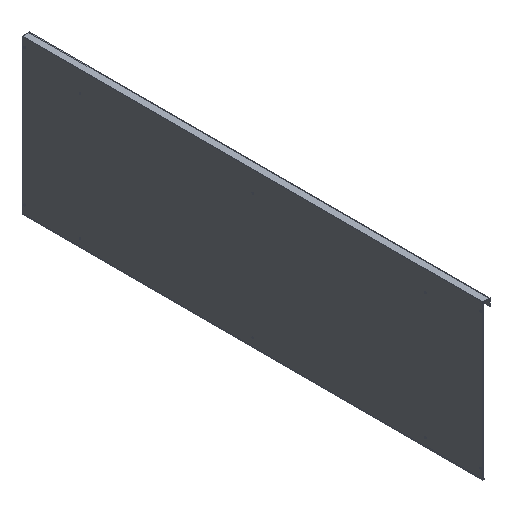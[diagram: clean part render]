
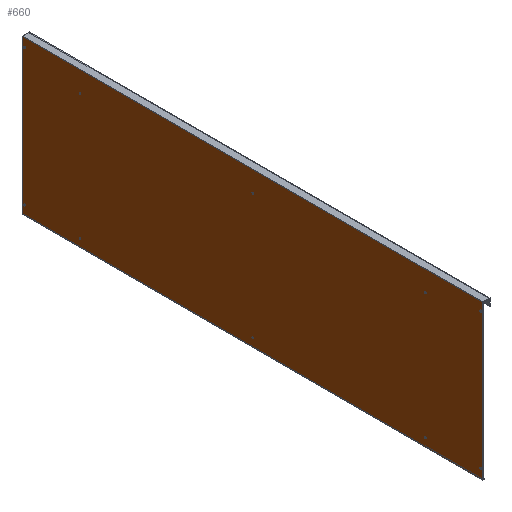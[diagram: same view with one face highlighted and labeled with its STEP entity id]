
A CAD part, isometric view. The second image highlights one B-rep face of the part: STEP entity #660.
In plain terms, the highlighted planar face has unit normal (-1, 0, 0).
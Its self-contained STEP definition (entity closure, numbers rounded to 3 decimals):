
#9 = ORIENTED_EDGE ( 'NONE', *, *, #904, .T. ) ;
#25 = CARTESIAN_POINT ( 'NONE',  ( 0., -891., -570.75 ) ) ;
#46 = CARTESIAN_POINT ( 'NONE',  ( 0., 891., -570.75 ) ) ;
#51 = EDGE_CURVE ( 'NONE', #506, #1370, #1173, .T. ) ;
#58 = CARTESIAN_POINT ( 'NONE',  ( 0., 891., -31.75 ) ) ;
#67 = VERTEX_POINT ( 'NONE', #587 ) ;
#70 = DIRECTION ( 'NONE',  ( 0., 0., 1. ) ) ;
#74 = DIRECTION ( 'NONE',  ( 1., 0., 0. ) ) ;
#78 = ORIENTED_EDGE ( 'NONE', *, *, #1054, .T. ) ;
#79 = CARTESIAN_POINT ( 'NONE',  ( 0., 891., -35. ) ) ;
#81 = AXIS2_PLACEMENT_3D ( 'NONE', #79, #74, #70 ) ;
#86 = CIRCLE ( 'NONE', #1003, 3.25 ) ;
#97 = CARTESIAN_POINT ( 'NONE',  ( 0., 891., -35. ) ) ;
#102 = CIRCLE ( 'NONE', #1034, 3.25 ) ;
#109 = ORIENTED_EDGE ( 'NONE', *, *, #51, .F. ) ;
#115 = DIRECTION ( 'NONE',  ( 1., 0., 0. ) ) ;
#129 = ORIENTED_EDGE ( 'NONE', *, *, #487, .T. ) ;
#133 = ORIENTED_EDGE ( 'NONE', *, *, #795, .T. ) ;
#148 = ORIENTED_EDGE ( 'NONE', *, *, #714, .T. ) ;
#155 = CIRCLE ( 'NONE', #1060, 3.25 ) ;
#163 = ORIENTED_EDGE ( 'NONE', *, *, #566, .T. ) ;
#172 = CARTESIAN_POINT ( 'NONE',  ( 0., -891., -564.25 ) ) ;
#179 = VERTEX_POINT ( 'NONE', #25 ) ;
#186 = CIRCLE ( 'NONE', #1114, 3.25 ) ;
#189 = VERTEX_POINT ( 'NONE', #172 ) ;
#207 = VECTOR ( 'NONE', #449, 1000. ) ;
#210 = CARTESIAN_POINT ( 'NONE',  ( 0., 900., -602.5 ) ) ;
#223 = LINE ( 'NONE', #451, #207 ) ;
#224 = ORIENTED_EDGE ( 'NONE', *, *, #801, .T. ) ;
#230 = DIRECTION ( 'NONE',  ( 0., -1., 0. ) ) ;
#241 = ORIENTED_EDGE ( 'NONE', *, *, #967, .T. ) ;
#253 = VERTEX_POINT ( 'NONE', #1254 ) ;
#274 = ORIENTED_EDGE ( 'NONE', *, *, #952, .T. ) ;
#281 = EDGE_CURVE ( 'NONE', #1370, #253, #810, .T. ) ;
#291 = ORIENTED_EDGE ( 'NONE', *, *, #281, .F. ) ;
#325 = DIRECTION ( 'NONE',  ( 0., 0., 1. ) ) ;
#329 = CARTESIAN_POINT ( 'NONE',  ( 0., 891., -564.25 ) ) ;
#367 = CARTESIAN_POINT ( 'NONE',  ( 0., -900., 0. ) ) ;
#370 = CIRCLE ( 'NONE', #1151, 3.25 ) ;
#389 = EDGE_LOOP ( 'NONE', ( #9, #854 ) ) ;
#394 = CARTESIAN_POINT ( 'NONE',  ( 0., -891., -31.75 ) ) ;
#397 = CARTESIAN_POINT ( 'NONE',  ( 0., 900., 0. ) ) ;
#446 = DIRECTION ( 'NONE',  ( 1., 0., 0. ) ) ;
#449 = DIRECTION ( 'NONE',  ( 0., 0., -1. ) ) ;
#451 = CARTESIAN_POINT ( 'NONE',  ( 0., 900., -602.5 ) ) ;
#472 = CARTESIAN_POINT ( 'NONE',  ( 0., -891., -567.5 ) ) ;
#487 = EDGE_CURVE ( 'NONE', #506, #962, #223, .T. ) ;
#506 = VERTEX_POINT ( 'NONE', #397 ) ;
#530 = VERTEX_POINT ( 'NONE', #394 ) ;
#541 = EDGE_LOOP ( 'NONE', ( #291, #109, #129, #133 ) ) ;
#542 = CIRCLE ( 'NONE', #1259, 3.25 ) ;
#566 = EDGE_CURVE ( 'NONE', #1197, #804, #1383, .T. ) ;
#569 = CARTESIAN_POINT ( 'NONE',  ( 0., 891., -38.25 ) ) ;
#581 = VERTEX_POINT ( 'NONE', #46 ) ;
#587 = CARTESIAN_POINT ( 'NONE',  ( 0., -891., -38.25 ) ) ;
#623 = DIRECTION ( 'NONE',  ( 0., -1., 0. ) ) ;
#642 = VECTOR ( 'NONE', #230, 1000. ) ;
#660 = ADVANCED_FACE ( 'NONE', ( #1065, #1046, #1118, #1043, #1030 ), #1102, .T. ) ;
#694 = LINE ( 'NONE', #210, #642 ) ;
#714 = EDGE_CURVE ( 'NONE', #189, #179, #925, .T. ) ;
#719 = EDGE_LOOP ( 'NONE', ( #163, #224 ) ) ;
#733 = CARTESIAN_POINT ( 'NONE',  ( 0., 900., 0. ) ) ;
#792 = VECTOR ( 'NONE', #1175, 1000. ) ;
#795 = EDGE_CURVE ( 'NONE', #962, #253, #694, .T. ) ;
#801 = EDGE_CURVE ( 'NONE', #804, #1197, #542, .T. ) ;
#804 = VERTEX_POINT ( 'NONE', #58 ) ;
#810 = LINE ( 'NONE', #1221, #792 ) ;
#854 = ORIENTED_EDGE ( 'NONE', *, *, #1000, .T. ) ;
#864 = EDGE_LOOP ( 'NONE', ( #241, #274 ) ) ;
#904 = EDGE_CURVE ( 'NONE', #67, #530, #370, .T. ) ;
#925 = CIRCLE ( 'NONE', #1360, 3.25 ) ;
#952 = EDGE_CURVE ( 'NONE', #1398, #581, #186, .T. ) ;
#962 = VERTEX_POINT ( 'NONE', #1165 ) ;
#967 = EDGE_CURVE ( 'NONE', #581, #1398, #155, .T. ) ;
#984 = DIRECTION ( 'NONE',  ( 0., 0., 1. ) ) ;
#987 = CARTESIAN_POINT ( 'NONE',  ( 0., -891., -35. ) ) ;
#988 = DIRECTION ( 'NONE',  ( 1., 0., 0. ) ) ;
#991 = CARTESIAN_POINT ( 'NONE',  ( 0., -891., -567.5 ) ) ;
#1000 = EDGE_CURVE ( 'NONE', #530, #67, #102, .T. ) ;
#1003 = AXIS2_PLACEMENT_3D ( 'NONE', #991, #988, #984 ) ;
#1030 = FACE_OUTER_BOUND ( 'NONE', #541, .T. ) ;
#1034 = AXIS2_PLACEMENT_3D ( 'NONE', #987, #1049, #1041 ) ;
#1041 = DIRECTION ( 'NONE',  ( 0., 0., 1. ) ) ;
#1043 = FACE_BOUND ( 'NONE', #864, .T. ) ;
#1045 = DIRECTION ( 'NONE',  ( 0., 0., 1. ) ) ;
#1046 = FACE_BOUND ( 'NONE', #1066, .T. ) ;
#1049 = DIRECTION ( 'NONE',  ( 1., 0., 0. ) ) ;
#1054 = EDGE_CURVE ( 'NONE', #179, #189, #86, .T. ) ;
#1060 = AXIS2_PLACEMENT_3D ( 'NONE', #1095, #1094, #1093 ) ;
#1065 = FACE_BOUND ( 'NONE', #389, .T. ) ;
#1066 = EDGE_LOOP ( 'NONE', ( #78, #148 ) ) ;
#1086 = DIRECTION ( 'NONE',  ( -1., 0., 0. ) ) ;
#1093 = DIRECTION ( 'NONE',  ( 0., 0., 1. ) ) ;
#1094 = DIRECTION ( 'NONE',  ( 1., 0., 0. ) ) ;
#1095 = CARTESIAN_POINT ( 'NONE',  ( 0., 891., -567.5 ) ) ;
#1102 = PLANE ( 'NONE',  #1424 ) ;
#1111 = DIRECTION ( 'NONE',  ( 0., 0., 1. ) ) ;
#1114 = AXIS2_PLACEMENT_3D ( 'NONE', #1179, #1174, #1168 ) ;
#1118 = FACE_BOUND ( 'NONE', #719, .T. ) ;
#1119 = CARTESIAN_POINT ( 'NONE',  ( 0., 900., -602.5 ) ) ;
#1122 = VECTOR ( 'NONE', #623, 1000. ) ;
#1151 = AXIS2_PLACEMENT_3D ( 'NONE', #1286, #1278, #1275 ) ;
#1165 = CARTESIAN_POINT ( 'NONE',  ( 0., 900., -602.5 ) ) ;
#1168 = DIRECTION ( 'NONE',  ( 0., 0., 1. ) ) ;
#1173 = LINE ( 'NONE', #733, #1122 ) ;
#1174 = DIRECTION ( 'NONE',  ( 1., 0., 0. ) ) ;
#1175 = DIRECTION ( 'NONE',  ( 0., 0., -1. ) ) ;
#1179 = CARTESIAN_POINT ( 'NONE',  ( 0., 891., -567.5 ) ) ;
#1197 = VERTEX_POINT ( 'NONE', #569 ) ;
#1221 = CARTESIAN_POINT ( 'NONE',  ( 0., -900., -602.5 ) ) ;
#1254 = CARTESIAN_POINT ( 'NONE',  ( 0., -900., -602.5 ) ) ;
#1259 = AXIS2_PLACEMENT_3D ( 'NONE', #97, #115, #1111 ) ;
#1275 = DIRECTION ( 'NONE',  ( 0., 0., 1. ) ) ;
#1278 = DIRECTION ( 'NONE',  ( 1., 0., 0. ) ) ;
#1286 = CARTESIAN_POINT ( 'NONE',  ( 0., -891., -35. ) ) ;
#1360 = AXIS2_PLACEMENT_3D ( 'NONE', #472, #446, #325 ) ;
#1370 = VERTEX_POINT ( 'NONE', #367 ) ;
#1383 = CIRCLE ( 'NONE', #81, 3.25 ) ;
#1398 = VERTEX_POINT ( 'NONE', #329 ) ;
#1424 = AXIS2_PLACEMENT_3D ( 'NONE', #1119, #1086, #1045 ) ;
